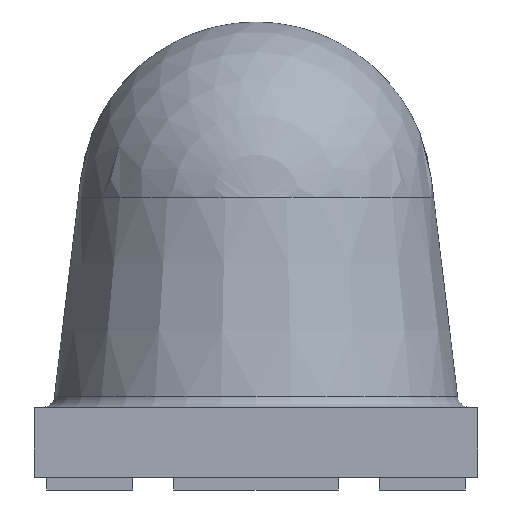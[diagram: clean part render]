
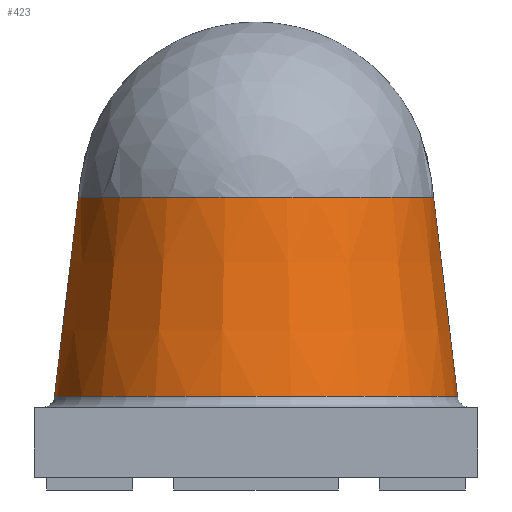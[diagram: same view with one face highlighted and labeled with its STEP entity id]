
A CAD part, front view. The second image highlights one B-rep face of the part: STEP entity #423.
In plain terms, the highlighted conical face has half-angle 6.87 degrees and reference radius 1.6 mm.
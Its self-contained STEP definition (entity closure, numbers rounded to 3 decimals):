
#43 = TOROIDAL_SURFACE('',#44,1.689,0.1);
#44 = AXIS2_PLACEMENT_3D('',#45,#46,#47);
#45 = CARTESIAN_POINT('',(0.,0.,0.75));
#46 = DIRECTION('',(-0.,-0.,-1.));
#47 = DIRECTION('',(1.,0.,0.));
#173 = VERTEX_POINT('',#174);
#174 = CARTESIAN_POINT('',(1.589,0.,0.738));
#196 = EDGE_CURVE('',#173,#173,#197,.T.);
#197 = SURFACE_CURVE('',#198,(#203,#210),.PCURVE_S1.);
#198 = CIRCLE('',#199,1.589);
#199 = AXIS2_PLACEMENT_3D('',#200,#201,#202);
#200 = CARTESIAN_POINT('',(0.,0.,0.738));
#201 = DIRECTION('',(-0.,0.,1.));
#202 = DIRECTION('',(1.,0.,0.));
#203 = PCURVE('',#43,#204);
#204 = DEFINITIONAL_REPRESENTATION('',(#205),#209);
#205 = LINE('',#206,#207);
#206 = CARTESIAN_POINT('',(-0.,3.022));
#207 = VECTOR('',#208,1.);
#208 = DIRECTION('',(-1.,0.));
#209 = ( GEOMETRIC_REPRESENTATION_CONTEXT(2) 
PARAMETRIC_REPRESENTATION_CONTEXT() REPRESENTATION_CONTEXT('2D SPACE',''
  ) );
#210 = PCURVE('',#211,#216);
#211 = CONICAL_SURFACE('',#212,1.6,0.12);
#212 = AXIS2_PLACEMENT_3D('',#213,#214,#215);
#213 = CARTESIAN_POINT('',(0.,0.,0.65));
#214 = DIRECTION('',(-0.,-0.,-1.));
#215 = DIRECTION('',(1.,0.,0.));
#216 = DEFINITIONAL_REPRESENTATION('',(#217),#221);
#217 = LINE('',#218,#219);
#218 = CARTESIAN_POINT('',(-0.,-0.088));
#219 = VECTOR('',#220,1.);
#220 = DIRECTION('',(-1.,-0.));
#221 = ( GEOMETRIC_REPRESENTATION_CONTEXT(2) 
PARAMETRIC_REPRESENTATION_CONTEXT() REPRESENTATION_CONTEXT('2D SPACE',''
  ) );
#423 = ADVANCED_FACE('',(#424),#211,.T.);
#424 = FACE_BOUND('',#425,.T.);
#425 = EDGE_LOOP('',(#426,#449,#476,#477));
#426 = ORIENTED_EDGE('',*,*,#427,.T.);
#427 = EDGE_CURVE('',#173,#428,#430,.T.);
#428 = VERTEX_POINT('',#429);
#429 = CARTESIAN_POINT('',(1.4,0.,2.31));
#430 = SEAM_CURVE('',#431,(#435,#442),.PCURVE_S1.);
#431 = LINE('',#432,#433);
#432 = CARTESIAN_POINT('',(1.6,0.,0.65));
#433 = VECTOR('',#434,1.);
#434 = DIRECTION('',(-0.12,0.,0.993));
#435 = PCURVE('',#211,#436);
#436 = DEFINITIONAL_REPRESENTATION('',(#437),#441);
#437 = LINE('',#438,#439);
#438 = CARTESIAN_POINT('',(-6.283,0.));
#439 = VECTOR('',#440,1.);
#440 = DIRECTION('',(-0.,-1.));
#441 = ( GEOMETRIC_REPRESENTATION_CONTEXT(2) 
PARAMETRIC_REPRESENTATION_CONTEXT() REPRESENTATION_CONTEXT('2D SPACE',''
  ) );
#442 = PCURVE('',#211,#443);
#443 = DEFINITIONAL_REPRESENTATION('',(#444),#448);
#444 = LINE('',#445,#446);
#445 = CARTESIAN_POINT('',(0.,-0.));
#446 = VECTOR('',#447,1.);
#447 = DIRECTION('',(-0.,-1.));
#448 = ( GEOMETRIC_REPRESENTATION_CONTEXT(2) 
PARAMETRIC_REPRESENTATION_CONTEXT() REPRESENTATION_CONTEXT('2D SPACE',''
  ) );
#449 = ORIENTED_EDGE('',*,*,#450,.F.);
#450 = EDGE_CURVE('',#428,#428,#451,.T.);
#451 = SURFACE_CURVE('',#452,(#457,#464),.PCURVE_S1.);
#452 = CIRCLE('',#453,1.4);
#453 = AXIS2_PLACEMENT_3D('',#454,#455,#456);
#454 = CARTESIAN_POINT('',(0.,0.,2.31));
#455 = DIRECTION('',(0.,0.,1.));
#456 = DIRECTION('',(1.,0.,0.));
#457 = PCURVE('',#211,#458);
#458 = DEFINITIONAL_REPRESENTATION('',(#459),#463);
#459 = LINE('',#460,#461);
#460 = CARTESIAN_POINT('',(-0.,-1.66));
#461 = VECTOR('',#462,1.);
#462 = DIRECTION('',(-1.,-0.));
#463 = ( GEOMETRIC_REPRESENTATION_CONTEXT(2) 
PARAMETRIC_REPRESENTATION_CONTEXT() REPRESENTATION_CONTEXT('2D SPACE',''
  ) );
#464 = PCURVE('',#465,#470);
#465 = PLANE('',#466);
#466 = AXIS2_PLACEMENT_3D('',#467,#468,#469);
#467 = CARTESIAN_POINT('',(0.,0.,2.31));
#468 = DIRECTION('',(0.,0.,1.));
#469 = DIRECTION('',(1.,0.,0.));
#470 = DEFINITIONAL_REPRESENTATION('',(#471),#475);
#471 = CIRCLE('',#472,1.4);
#472 = AXIS2_PLACEMENT_2D('',#473,#474);
#473 = CARTESIAN_POINT('',(0.,0.));
#474 = DIRECTION('',(1.,0.));
#475 = ( GEOMETRIC_REPRESENTATION_CONTEXT(2) 
PARAMETRIC_REPRESENTATION_CONTEXT() REPRESENTATION_CONTEXT('2D SPACE',''
  ) );
#476 = ORIENTED_EDGE('',*,*,#427,.F.);
#477 = ORIENTED_EDGE('',*,*,#196,.T.);
